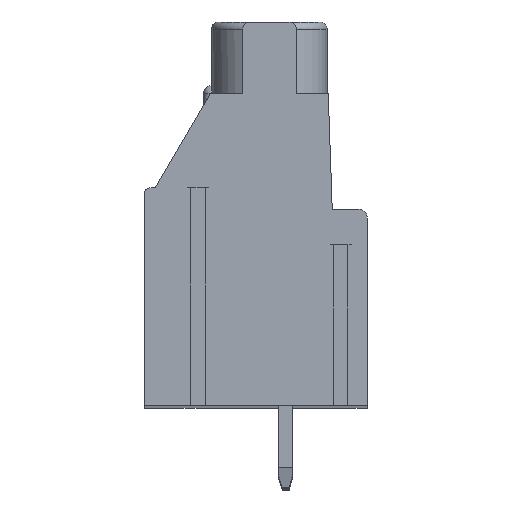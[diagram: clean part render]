
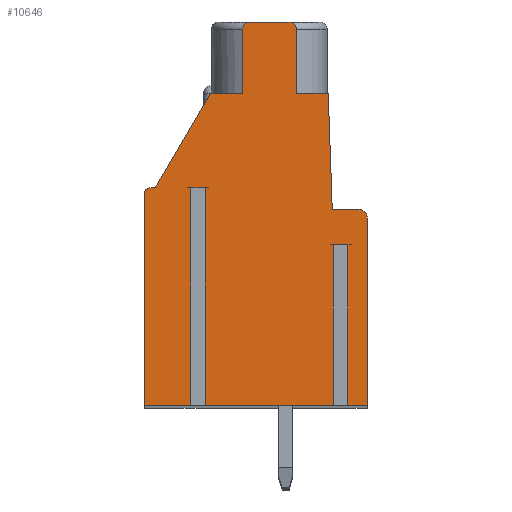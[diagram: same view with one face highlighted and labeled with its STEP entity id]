
A CAD part, top view. The second image highlights one B-rep face of the part: STEP entity #10646.
In plain terms, the highlighted planar face has unit normal (0, 0, 1).
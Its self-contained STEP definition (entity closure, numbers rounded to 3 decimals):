
#27=DIRECTION('',(-1.,0.,0.));
#28=VECTOR('',#27,0.82);
#29=CARTESIAN_POINT('',(-2.09,1.2,87.63));
#30=LINE('',#29,#28);
#31=DIRECTION('',(0.,1.,0.));
#32=VECTOR('',#31,12.2);
#33=CARTESIAN_POINT('',(-2.91,-11.,87.63));
#34=LINE('',#33,#32);
#35=DIRECTION('',(1.,0.,0.));
#36=VECTOR('',#35,2.59);
#37=CARTESIAN_POINT('',(-5.5,-11.,87.63));
#38=LINE('',#37,#36);
#39=DIRECTION('',(0.,-1.,0.));
#40=VECTOR('',#39,11.9);
#41=CARTESIAN_POINT('',(-5.5,0.9,87.63));
#42=LINE('',#41,#40);
#43=CARTESIAN_POINT('',(-5.2,0.9,87.63));
#44=DIRECTION('',(0.,0.,1.));
#45=DIRECTION('',(0.,1.,0.));
#46=AXIS2_PLACEMENT_3D('',#43,#44,#45);
#48=DIRECTION('',(-1.,0.,0.));
#49=VECTOR('',#48,0.3);
#50=CARTESIAN_POINT('',(-4.9,1.2,87.63));
#51=LINE('',#50,#49);
#52=DIRECTION('',(-0.505,-0.863,0.));
#53=VECTOR('',#52,6.14);
#54=CARTESIAN_POINT('',(-1.8,6.5,87.63));
#55=LINE('',#54,#53);
#56=DIRECTION('',(-1.,0.,0.));
#57=VECTOR('',#56,1.8);
#58=CARTESIAN_POINT('',(0.,6.5,87.63));
#59=LINE('',#58,#57);
#60=DIRECTION('',(0.,-1.,0.));
#61=VECTOR('',#60,3.6);
#62=CARTESIAN_POINT('',(0.,10.1,87.63));
#63=LINE('',#62,#61);
#64=CARTESIAN_POINT('',(0.4,10.1,87.63));
#65=DIRECTION('',(0.,0.,1.));
#66=DIRECTION('',(0.,1.,0.));
#67=AXIS2_PLACEMENT_3D('',#64,#65,#66);
#69=DIRECTION('',(-1.,0.,0.));
#70=VECTOR('',#69,2.2);
#71=CARTESIAN_POINT('',(2.6,10.5,87.63));
#72=LINE('',#71,#70);
#73=CARTESIAN_POINT('',(2.6,10.1,87.63));
#74=DIRECTION('',(0.,0.,1.));
#75=DIRECTION('',(1.,0.,0.));
#76=AXIS2_PLACEMENT_3D('',#73,#74,#75);
#78=DIRECTION('',(0.,1.,0.));
#79=VECTOR('',#78,3.6);
#80=CARTESIAN_POINT('',(3.,6.5,87.63));
#81=LINE('',#80,#79);
#82=DIRECTION('',(-1.,0.,0.));
#83=VECTOR('',#82,1.8);
#84=CARTESIAN_POINT('',(4.8,6.5,87.63));
#85=LINE('',#84,#83);
#86=DIRECTION('',(-0.035,0.999,0.));
#87=VECTOR('',#86,6.504);
#88=CARTESIAN_POINT('',(5.027,0.,87.63));
#89=LINE('',#88,#87);
#90=DIRECTION('',(-1.,0.,0.));
#91=VECTOR('',#90,1.473);
#92=CARTESIAN_POINT('',(6.5,0.,87.63));
#93=LINE('',#92,#91);
#94=CARTESIAN_POINT('',(6.5,-0.5,87.63));
#95=DIRECTION('',(0.,0.,1.));
#96=DIRECTION('',(1.,0.,0.));
#97=AXIS2_PLACEMENT_3D('',#94,#95,#96);
#99=DIRECTION('',(0.,1.,0.));
#100=VECTOR('',#99,10.5);
#101=CARTESIAN_POINT('',(7.,-11.,87.63));
#102=LINE('',#101,#100);
#103=DIRECTION('',(1.,0.,0.));
#104=VECTOR('',#103,1.09);
#105=CARTESIAN_POINT('',(5.91,-11.,87.63));
#106=LINE('',#105,#104);
#107=DIRECTION('',(0.,1.,0.));
#108=VECTOR('',#107,9.);
#109=CARTESIAN_POINT('',(5.91,-11.,87.63));
#110=LINE('',#109,#108);
#111=DIRECTION('',(-1.,0.,0.));
#112=VECTOR('',#111,0.82);
#113=CARTESIAN_POINT('',(5.91,-2.,87.63));
#114=LINE('',#113,#112);
#115=DIRECTION('',(0.,1.,0.));
#116=VECTOR('',#115,9.);
#117=CARTESIAN_POINT('',(5.09,-11.,87.63));
#118=LINE('',#117,#116);
#119=DIRECTION('',(1.,0.,0.));
#120=VECTOR('',#119,7.18);
#121=CARTESIAN_POINT('',(-2.09,-11.,87.63));
#122=LINE('',#121,#120);
#123=DIRECTION('',(0.,1.,0.));
#124=VECTOR('',#123,12.2);
#125=CARTESIAN_POINT('',(-2.09,-11.,87.63));
#126=LINE('',#125,#124);
#8403=CARTESIAN_POINT('',(7.,-11.,87.63));
#8404=CARTESIAN_POINT('',(7.,-0.5,87.63));
#8405=VERTEX_POINT('',#8403);
#8406=VERTEX_POINT('',#8404);
#8407=CARTESIAN_POINT('',(6.5,0.,87.63));
#8408=VERTEX_POINT('',#8407);
#8409=CARTESIAN_POINT('',(5.027,0.,87.63));
#8410=VERTEX_POINT('',#8409);
#8411=CARTESIAN_POINT('',(4.8,6.5,87.63));
#8412=VERTEX_POINT('',#8411);
#8413=CARTESIAN_POINT('',(3.,6.5,87.63));
#8414=VERTEX_POINT('',#8413);
#8415=CARTESIAN_POINT('',(3.,10.1,87.63));
#8416=VERTEX_POINT('',#8415);
#8417=CARTESIAN_POINT('',(2.6,10.5,87.63));
#8418=VERTEX_POINT('',#8417);
#8419=CARTESIAN_POINT('',(0.4,10.5,87.63));
#8420=VERTEX_POINT('',#8419);
#8421=CARTESIAN_POINT('',(0.,10.1,87.63));
#8422=VERTEX_POINT('',#8421);
#8423=CARTESIAN_POINT('',(0.,6.5,87.63));
#8424=VERTEX_POINT('',#8423);
#8425=CARTESIAN_POINT('',(-1.8,6.5,87.63));
#8426=VERTEX_POINT('',#8425);
#8427=CARTESIAN_POINT('',(-4.9,1.2,87.63));
#8428=VERTEX_POINT('',#8427);
#8429=CARTESIAN_POINT('',(-5.2,1.2,87.63));
#8430=VERTEX_POINT('',#8429);
#8431=CARTESIAN_POINT('',(-5.5,0.9,87.63));
#8432=VERTEX_POINT('',#8431);
#8433=CARTESIAN_POINT('',(-5.5,-11.,87.63));
#8434=VERTEX_POINT('',#8433);
#8555=CARTESIAN_POINT('',(5.91,-2.,87.63));
#8556=CARTESIAN_POINT('',(5.09,-2.,87.63));
#8557=VERTEX_POINT('',#8555);
#8558=VERTEX_POINT('',#8556);
#8559=CARTESIAN_POINT('',(5.09,-11.,87.63));
#8560=VERTEX_POINT('',#8559);
#8561=CARTESIAN_POINT('',(5.91,-11.,87.63));
#8562=VERTEX_POINT('',#8561);
#8579=CARTESIAN_POINT('',(-2.09,1.2,87.63));
#8580=CARTESIAN_POINT('',(-2.91,1.2,87.63));
#8581=VERTEX_POINT('',#8579);
#8582=VERTEX_POINT('',#8580);
#8583=CARTESIAN_POINT('',(-2.09,-11.,87.63));
#8584=VERTEX_POINT('',#8583);
#8585=CARTESIAN_POINT('',(-2.91,-11.,87.63));
#8586=VERTEX_POINT('',#8585);
#10591=CARTESIAN_POINT('',(0.,0.,87.63));
#10592=DIRECTION('',(0.,0.,1.));
#10593=DIRECTION('',(1.,0.,0.));
#10594=AXIS2_PLACEMENT_3D('',#10591,#10592,#10593);
#10595=PLANE('',#10594);
#10597=ORIENTED_EDGE('',*,*,#10596,.T.);
#10599=ORIENTED_EDGE('',*,*,#10598,.F.);
#10601=ORIENTED_EDGE('',*,*,#10600,.F.);
#10603=ORIENTED_EDGE('',*,*,#10602,.F.);
#10605=ORIENTED_EDGE('',*,*,#10604,.F.);
#10607=ORIENTED_EDGE('',*,*,#10606,.F.);
#10609=ORIENTED_EDGE('',*,*,#10608,.F.);
#10611=ORIENTED_EDGE('',*,*,#10610,.F.);
#10613=ORIENTED_EDGE('',*,*,#10612,.F.);
#10615=ORIENTED_EDGE('',*,*,#10614,.F.);
#10617=ORIENTED_EDGE('',*,*,#10616,.F.);
#10619=ORIENTED_EDGE('',*,*,#10618,.F.);
#10621=ORIENTED_EDGE('',*,*,#10620,.F.);
#10623=ORIENTED_EDGE('',*,*,#10622,.F.);
#10625=ORIENTED_EDGE('',*,*,#10624,.F.);
#10627=ORIENTED_EDGE('',*,*,#10626,.F.);
#10629=ORIENTED_EDGE('',*,*,#10628,.F.);
#10631=ORIENTED_EDGE('',*,*,#10630,.F.);
#10633=ORIENTED_EDGE('',*,*,#10632,.F.);
#10635=ORIENTED_EDGE('',*,*,#10634,.T.);
#10637=ORIENTED_EDGE('',*,*,#10636,.T.);
#10639=ORIENTED_EDGE('',*,*,#10638,.F.);
#10641=ORIENTED_EDGE('',*,*,#10640,.F.);
#10643=ORIENTED_EDGE('',*,*,#10642,.T.);
#10644=EDGE_LOOP('',(#10597,#10599,#10601,#10603,#10605,#10607,#10609,#10611,
#10613,#10615,#10617,#10619,#10621,#10623,#10625,#10627,#10629,#10631,#10633,
#10635,#10637,#10639,#10641,#10643));
#10645=FACE_OUTER_BOUND('',#10644,.F.);
#47=CIRCLE('',#46,0.3);
#68=CIRCLE('',#67,0.4);
#77=CIRCLE('',#76,0.4);
#98=CIRCLE('',#97,0.5);
#10596=EDGE_CURVE('',#8581,#8582,#30,.T.);
#10598=EDGE_CURVE('',#8586,#8582,#34,.T.);
#10600=EDGE_CURVE('',#8434,#8586,#38,.T.);
#10602=EDGE_CURVE('',#8432,#8434,#42,.T.);
#10604=EDGE_CURVE('',#8430,#8432,#47,.T.);
#10606=EDGE_CURVE('',#8428,#8430,#51,.T.);
#10608=EDGE_CURVE('',#8426,#8428,#55,.T.);
#10610=EDGE_CURVE('',#8424,#8426,#59,.T.);
#10612=EDGE_CURVE('',#8422,#8424,#63,.T.);
#10614=EDGE_CURVE('',#8420,#8422,#68,.T.);
#10616=EDGE_CURVE('',#8418,#8420,#72,.T.);
#10618=EDGE_CURVE('',#8416,#8418,#77,.T.);
#10620=EDGE_CURVE('',#8414,#8416,#81,.T.);
#10622=EDGE_CURVE('',#8412,#8414,#85,.T.);
#10624=EDGE_CURVE('',#8410,#8412,#89,.T.);
#10626=EDGE_CURVE('',#8408,#8410,#93,.T.);
#10628=EDGE_CURVE('',#8406,#8408,#98,.T.);
#10630=EDGE_CURVE('',#8405,#8406,#102,.T.);
#10632=EDGE_CURVE('',#8562,#8405,#106,.T.);
#10634=EDGE_CURVE('',#8562,#8557,#110,.T.);
#10636=EDGE_CURVE('',#8557,#8558,#114,.T.);
#10638=EDGE_CURVE('',#8560,#8558,#118,.T.);
#10640=EDGE_CURVE('',#8584,#8560,#122,.T.);
#10642=EDGE_CURVE('',#8584,#8581,#126,.T.);
#10646=ADVANCED_FACE('',(#10645),#10595,.T.);
